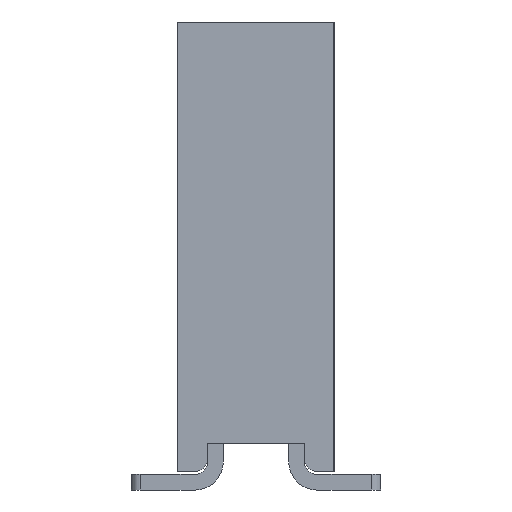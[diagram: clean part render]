
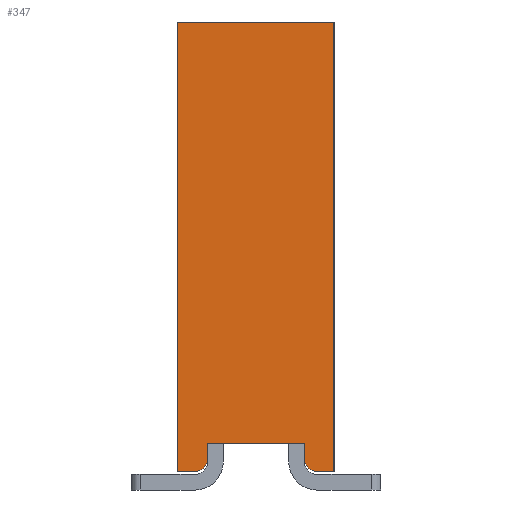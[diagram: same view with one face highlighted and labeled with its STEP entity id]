
A CAD part, left-side view. The second image highlights one B-rep face of the part: STEP entity #347.
In plain terms, the highlighted planar face has unit normal (-1, 0, 0).
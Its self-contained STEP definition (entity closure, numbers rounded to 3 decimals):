
#112=CIRCLE('',#9106,0.2);
#113=CIRCLE('',#9107,0.2);
#347=ADVANCED_FACE('',(#1205),#815,.T.);
#815=PLANE('',#9108);
#1205=FACE_OUTER_BOUND('',#1692,.T.);
#1692=EDGE_LOOP('',(#2524,#2525,#2526,#2527,#2528,#2529,#2530,#2531,#2532,
#2533));
#2524=ORIENTED_EDGE('',*,*,#5787,.T.);
#2525=ORIENTED_EDGE('',*,*,#5872,.T.);
#2526=ORIENTED_EDGE('',*,*,#5780,.T.);
#2527=ORIENTED_EDGE('',*,*,#5784,.F.);
#2528=ORIENTED_EDGE('',*,*,#5766,.F.);
#2529=ORIENTED_EDGE('',*,*,#5873,.T.);
#2530=ORIENTED_EDGE('',*,*,#5874,.T.);
#2531=ORIENTED_EDGE('',*,*,#5870,.T.);
#2532=ORIENTED_EDGE('',*,*,#5868,.T.);
#2533=ORIENTED_EDGE('',*,*,#5875,.F.);
#4915=VERTEX_POINT('',#12553);
#4916=VERTEX_POINT('',#12555);
#4924=VERTEX_POINT('',#12576);
#4927=VERTEX_POINT('',#12581);
#4932=VERTEX_POINT('',#12595);
#4933=VERTEX_POINT('',#12597);
#5011=VERTEX_POINT('',#12754);
#5013=VERTEX_POINT('',#12758);
#5015=VERTEX_POINT('',#12764);
#5016=VERTEX_POINT('',#12769);
#5766=EDGE_CURVE('',#4915,#4916,#7050,.T.);
#5780=EDGE_CURVE('',#4924,#4927,#7064,.T.);
#5784=EDGE_CURVE('',#4916,#4927,#7068,.T.);
#5787=EDGE_CURVE('',#4933,#4932,#7071,.T.);
#5868=EDGE_CURVE('',#5011,#5013,#7152,.T.);
#5870=EDGE_CURVE('',#5015,#5011,#7154,.T.);
#5872=EDGE_CURVE('',#4932,#4924,#112,.T.);
#5873=EDGE_CURVE('',#4915,#5016,#113,.T.);
#5874=EDGE_CURVE('',#5016,#5015,#7156,.T.);
#5875=EDGE_CURVE('',#4933,#5013,#7157,.T.);
#7050=LINE('',#12554,#8178);
#7064=LINE('',#12582,#8192);
#7068=LINE('',#12589,#8196);
#7071=LINE('',#12596,#8199);
#7152=LINE('',#12759,#8280);
#7154=LINE('',#12763,#8282);
#7156=LINE('',#12770,#8284);
#7157=LINE('',#12771,#8285);
#8178=VECTOR('',#10001,1.);
#8192=VECTOR('',#10019,1.);
#8196=VECTOR('',#10025,1.);
#8199=VECTOR('',#10030,1.);
#8280=VECTOR('',#10113,1.);
#8282=VECTOR('',#10117,1.);
#8284=VECTOR('',#10125,1.);
#8285=VECTOR('',#10126,1.);
#9106=AXIS2_PLACEMENT_3D('',#12767,#10121,#10122);
#9107=AXIS2_PLACEMENT_3D('',#12768,#10123,#10124);
#9108=AXIS2_PLACEMENT_3D('',#12772,#10127,#10128);
#10001=DIRECTION('',(0.,0.,1.));
#10019=DIRECTION('',(0.,0.,1.));
#10025=DIRECTION('',(0.,1.,0.));
#10030=DIRECTION('',(0.,-1.,0.));
#10113=DIRECTION('',(0.,1.,0.));
#10117=DIRECTION('',(0.,0.,1.));
#10121=DIRECTION('',(-1.,0.,0.));
#10122=DIRECTION('',(0.,0.,1.));
#10123=DIRECTION('',(-1.,0.,0.));
#10124=DIRECTION('',(0.,0.,1.));
#10125=DIRECTION('',(0.,-1.,0.));
#10126=DIRECTION('',(0.,0.,1.));
#10127=DIRECTION('',(-1.,0.,0.));
#10128=DIRECTION('',(0.,0.,1.));
#12553=CARTESIAN_POINT('',(0.,0.475,0.2));
#12554=CARTESIAN_POINT('',(0.,0.475,0.45));
#12555=CARTESIAN_POINT('',(0.,0.475,0.45));
#12576=CARTESIAN_POINT('',(0.,2.025,0.2));
#12581=CARTESIAN_POINT('',(0.,2.025,0.45));
#12582=CARTESIAN_POINT('',(0.,2.025,0.45));
#12589=CARTESIAN_POINT('',(0.,0.475,0.45));
#12595=CARTESIAN_POINT('',(0.,2.225,0.));
#12596=CARTESIAN_POINT('',(0.,1.25,0.));
#12597=CARTESIAN_POINT('',(0.,2.5,0.));
#12754=CARTESIAN_POINT('',(0.,0.,7.2));
#12758=CARTESIAN_POINT('',(0.,2.5,7.2));
#12759=CARTESIAN_POINT('',(0.,1.25,7.2));
#12763=CARTESIAN_POINT('',(0.,0.,0.));
#12764=CARTESIAN_POINT('',(0.,0.,0.));
#12767=CARTESIAN_POINT('',(0.,2.225,0.2));
#12768=CARTESIAN_POINT('',(0.,0.275,0.2));
#12769=CARTESIAN_POINT('',(0.,0.275,0.));
#12770=CARTESIAN_POINT('',(0.,1.25,0.));
#12771=CARTESIAN_POINT('',(0.,2.5,0.));
#12772=CARTESIAN_POINT('',(0.,1.25,0.));
